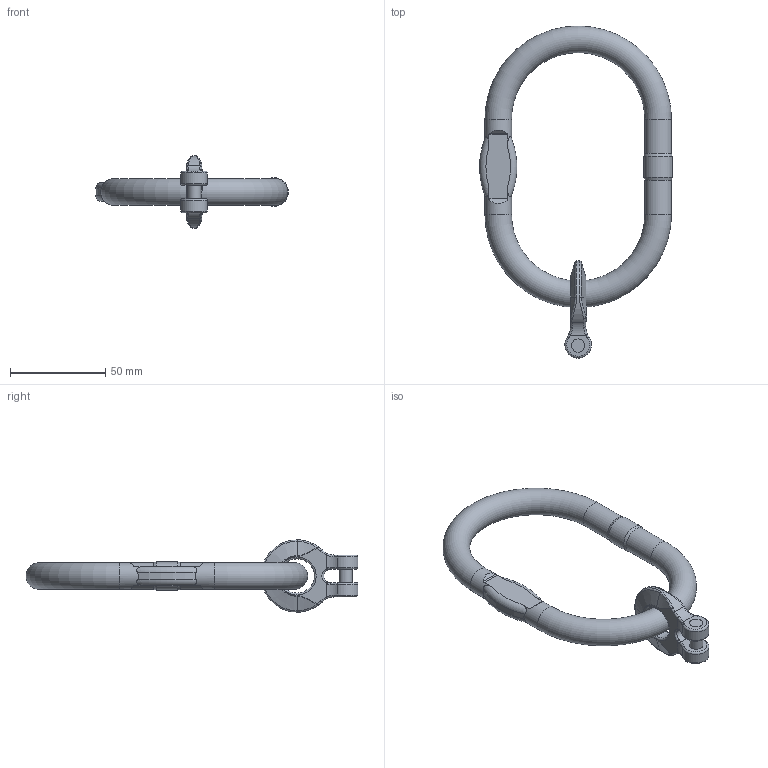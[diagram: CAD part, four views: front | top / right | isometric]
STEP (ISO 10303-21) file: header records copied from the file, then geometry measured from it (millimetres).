
FILE_DESCRIPTION(/* description */ (''),/* implementation_level */ '2;1');
FILE_NAME(/* name */ 'pewag_KMGW_1-6',/* time_stamp */ '2010-03-02T08:50:04+01:00',/* author */ (''),/* organization */ (''),/* preprocessor_version */ 'ST-DEVELOPER v9',/* originating_system */ 'UGS - NX 4.0',/* authorisation */ '');
FILE_SCHEMA (('AUTOMOTIVE_DESIGN { 1 0 10303 214 1 1 1 1 }'));
Length unit declared in the file: millimetre
Products named in the file (1): rit707Bn47j
Bounding box: 101.29 x 174.47 x 38 mm (x, y, z)
Volume: 64762.7 mm3; surface area: 20815.9 mm2
Topology: 3 solids, 3 shells, 298 faces, 785 edges, 508 vertices
Faces by surface type: plane 108, extrusion 101, bspline 32, torus 30, cylinder 25, cone 2
Full cylindrical faces by diameter (mm): 7 x3, 14 x4, 15.05 x1, 18 x1
Entity records: 10923 total; most frequent: CARTESIAN_POINT 4353, ORIENTED_EDGE 1536, DIRECTION 938, EDGE_CURVE 768, VERTEX_POINT 506, B_SPLINE_CURVE_WITH_KNOTS 474, VECTOR 386, EDGE_LOOP 336
